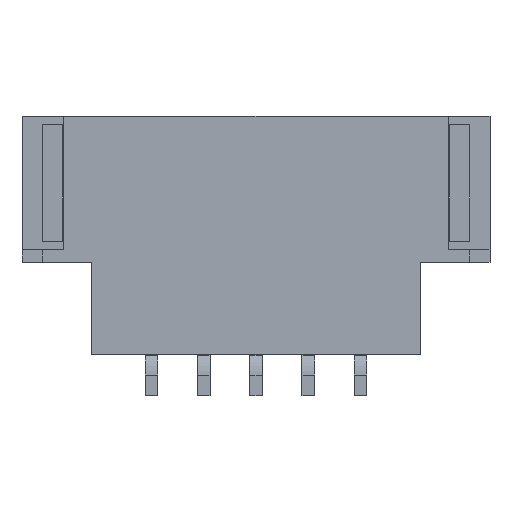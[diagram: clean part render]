
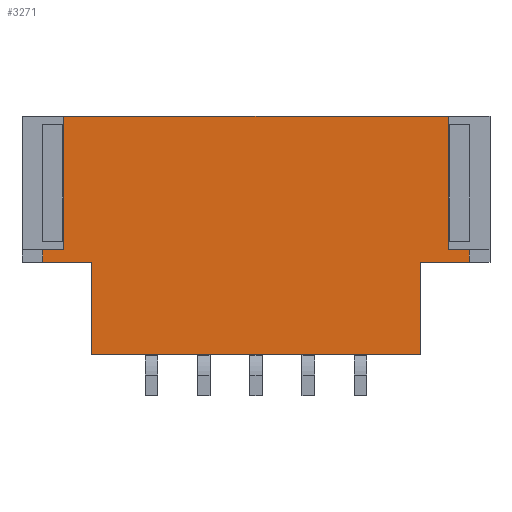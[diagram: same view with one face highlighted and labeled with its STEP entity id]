
A CAD part, front view. The second image highlights one B-rep face of the part: STEP entity #3271.
In plain terms, the highlighted planar face has unit normal (0, -1, 0).
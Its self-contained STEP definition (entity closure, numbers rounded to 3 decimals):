
#52 = EDGE_CURVE ( 'NONE', #2172, #3532, #1293, .T. ) ;
#62 = CARTESIAN_POINT ( 'NONE',  ( -13.3, 0., 1.2 ) ) ;
#201 = VERTEX_POINT ( 'NONE', #5008 ) ;
#371 = DIRECTION ( 'NONE',  ( 1., 0., 0. ) ) ;
#381 = EDGE_CURVE ( 'NONE', #201, #4128, #751, .T. ) ;
#486 = VERTEX_POINT ( 'NONE', #1662 ) ;
#569 = LINE ( 'NONE', #4877, #5006 ) ;
#727 = CARTESIAN_POINT ( 'NONE',  ( -14.475, 0., 1.2 ) ) ;
#751 = LINE ( 'NONE', #1122, #3923 ) ;
#809 = DIRECTION ( 'NONE',  ( -1., 0., 0. ) ) ;
#1057 = AXIS2_PLACEMENT_3D ( 'NONE', #3972, #3284, #5268 ) ;
#1096 = EDGE_CURVE ( 'NONE', #3989, #5366, #2130, .T. ) ;
#1122 = CARTESIAN_POINT ( 'NONE',  ( -13.975, 0., 1.2 ) ) ;
#1147 = VECTOR ( 'NONE', #3483, 1000. ) ;
#1293 = LINE ( 'NONE', #2207, #5105 ) ;
#1315 = VERTEX_POINT ( 'NONE', #2427 ) ;
#1416 = ORIENTED_EDGE ( 'NONE', *, *, #2474, .T. ) ;
#1456 = DIRECTION ( 'NONE',  ( 0., 0., 1. ) ) ;
#1495 = CARTESIAN_POINT ( 'NONE',  ( -13.3, 0., 0.7 ) ) ;
#1662 = CARTESIAN_POINT ( 'NONE',  ( -4.775, 0., 1. ) ) ;
#1735 = DIRECTION ( 'NONE',  ( 0., 0., 1. ) ) ;
#1829 = EDGE_CURVE ( 'NONE', #4128, #3300, #2299, .T. ) ;
#1866 = CARTESIAN_POINT ( 'NONE',  ( -14.475, 0., 1. ) ) ;
#1910 = ORIENTED_EDGE ( 'NONE', *, *, #381, .T. ) ;
#1951 = CARTESIAN_POINT ( 'NONE',  ( -13.3, 0., -1.5 ) ) ;
#2014 = CARTESIAN_POINT ( 'NONE',  ( -5.45, 0., 0.7 ) ) ;
#2021 = ORIENTED_EDGE ( 'NONE', *, *, #4427, .T. ) ;
#2025 = VERTEX_POINT ( 'NONE', #4871 ) ;
#2027 = LINE ( 'NONE', #3330, #4650 ) ;
#2108 = LINE ( 'NONE', #3789, #4312 ) ;
#2130 = LINE ( 'NONE', #62, #1147 ) ;
#2172 = VERTEX_POINT ( 'NONE', #2014 ) ;
#2175 = EDGE_CURVE ( 'NONE', #5366, #4603, #4595, .T. ) ;
#2207 = CARTESIAN_POINT ( 'NONE',  ( -5.45, 0., 0.7 ) ) ;
#2263 = PLANE ( 'NONE',  #1057 ) ;
#2299 = LINE ( 'NONE', #3500, #5373 ) ;
#2314 = FACE_OUTER_BOUND ( 'NONE', #4365, .T. ) ;
#2389 = CARTESIAN_POINT ( 'NONE',  ( -4.275, 0., 0.7 ) ) ;
#2415 = VECTOR ( 'NONE', #371, 1000. ) ;
#2427 = CARTESIAN_POINT ( 'NONE',  ( -14.475, 0., 0.7 ) ) ;
#2445 = EDGE_CURVE ( 'NONE', #3300, #1315, #3409, .T. ) ;
#2465 = CARTESIAN_POINT ( 'NONE',  ( -14.475, 0., -1.5 ) ) ;
#2474 = EDGE_CURVE ( 'NONE', #2998, #201, #4997, .T. ) ;
#2485 = CARTESIAN_POINT ( 'NONE',  ( -5.45, 0., 0.7 ) ) ;
#2520 = DIRECTION ( 'NONE',  ( 1., 0., 0. ) ) ;
#2600 = ORIENTED_EDGE ( 'NONE', *, *, #2175, .T. ) ;
#2728 = DIRECTION ( 'NONE',  ( -1., 0., 0. ) ) ;
#2741 = ORIENTED_EDGE ( 'NONE', *, *, #3259, .T. ) ;
#2868 = CARTESIAN_POINT ( 'NONE',  ( -5.45, 0., 1.2 ) ) ;
#2956 = CARTESIAN_POINT ( 'NONE',  ( -13.975, 0., 1. ) ) ;
#2998 = VERTEX_POINT ( 'NONE', #5383 ) ;
#3061 = CARTESIAN_POINT ( 'NONE',  ( -14.475, 0., 4.2 ) ) ;
#3064 = EDGE_CURVE ( 'NONE', #1315, #3989, #3274, .T. ) ;
#3259 = EDGE_CURVE ( 'NONE', #3532, #2025, #569, .T. ) ;
#3271 = ADVANCED_FACE ( 'NONE', ( #2314 ), #2263, .T. ) ;
#3273 = ORIENTED_EDGE ( 'NONE', *, *, #3064, .T. ) ;
#3274 = LINE ( 'NONE', #2485, #5098 ) ;
#3284 = DIRECTION ( 'NONE',  ( 0., -1., 0. ) ) ;
#3300 = VERTEX_POINT ( 'NONE', #1866 ) ;
#3330 = CARTESIAN_POINT ( 'NONE',  ( -4.775, 0., 1.2 ) ) ;
#3332 = ORIENTED_EDGE ( 'NONE', *, *, #2445, .T. ) ;
#3409 = LINE ( 'NONE', #727, #4822 ) ;
#3483 = DIRECTION ( 'NONE',  ( 0., 0., -1. ) ) ;
#3500 = CARTESIAN_POINT ( 'NONE',  ( -14.475, 0., 1. ) ) ;
#3532 = VERTEX_POINT ( 'NONE', #2389 ) ;
#3695 = ORIENTED_EDGE ( 'NONE', *, *, #4085, .T. ) ;
#3766 = LINE ( 'NONE', #2868, #4034 ) ;
#3781 = EDGE_CURVE ( 'NONE', #486, #2998, #2027, .T. ) ;
#3789 = CARTESIAN_POINT ( 'NONE',  ( -14.475, 0., 1. ) ) ;
#3901 = DIRECTION ( 'NONE',  ( -1., 0., 0. ) ) ;
#3923 = VECTOR ( 'NONE', #4951, 1000. ) ;
#3972 = CARTESIAN_POINT ( 'NONE',  ( -14.475, 0., 1.2 ) ) ;
#3989 = VERTEX_POINT ( 'NONE', #1495 ) ;
#4034 = VECTOR ( 'NONE', #5088, 1000. ) ;
#4085 = EDGE_CURVE ( 'NONE', #4603, #2172, #3766, .T. ) ;
#4128 = VERTEX_POINT ( 'NONE', #2956 ) ;
#4244 = ORIENTED_EDGE ( 'NONE', *, *, #1829, .T. ) ;
#4294 = CARTESIAN_POINT ( 'NONE',  ( -5.45, 0., -1.5 ) ) ;
#4312 = VECTOR ( 'NONE', #809, 1000. ) ;
#4365 = EDGE_LOOP ( 'NONE', ( #3273, #5465, #2600, #3695, #4394, #2741, #2021, #5339, #1416, #1910, #4244, #3332 ) ) ;
#4368 = DIRECTION ( 'NONE',  ( 1., 0., 0. ) ) ;
#4394 = ORIENTED_EDGE ( 'NONE', *, *, #52, .T. ) ;
#4427 = EDGE_CURVE ( 'NONE', #2025, #486, #2108, .T. ) ;
#4595 = LINE ( 'NONE', #2465, #2415 ) ;
#4603 = VERTEX_POINT ( 'NONE', #4294 ) ;
#4630 = VECTOR ( 'NONE', #3901, 1000. ) ;
#4650 = VECTOR ( 'NONE', #1735, 1000. ) ;
#4822 = VECTOR ( 'NONE', #5031, 1000. ) ;
#4871 = CARTESIAN_POINT ( 'NONE',  ( -4.275, 0., 1. ) ) ;
#4877 = CARTESIAN_POINT ( 'NONE',  ( -4.275, 0., 1.2 ) ) ;
#4951 = DIRECTION ( 'NONE',  ( 0., 0., -1. ) ) ;
#4997 = LINE ( 'NONE', #3061, #4630 ) ;
#5006 = VECTOR ( 'NONE', #1456, 1000. ) ;
#5008 = CARTESIAN_POINT ( 'NONE',  ( -13.975, 0., 4.2 ) ) ;
#5031 = DIRECTION ( 'NONE',  ( 0., 0., -1. ) ) ;
#5088 = DIRECTION ( 'NONE',  ( 0., 0., 1. ) ) ;
#5098 = VECTOR ( 'NONE', #2520, 1000. ) ;
#5105 = VECTOR ( 'NONE', #4368, 1000. ) ;
#5268 = DIRECTION ( 'NONE',  ( 1., 0., 0. ) ) ;
#5339 = ORIENTED_EDGE ( 'NONE', *, *, #3781, .T. ) ;
#5366 = VERTEX_POINT ( 'NONE', #1951 ) ;
#5373 = VECTOR ( 'NONE', #2728, 1000. ) ;
#5383 = CARTESIAN_POINT ( 'NONE',  ( -4.775, 0., 4.2 ) ) ;
#5465 = ORIENTED_EDGE ( 'NONE', *, *, #1096, .T. ) ;
